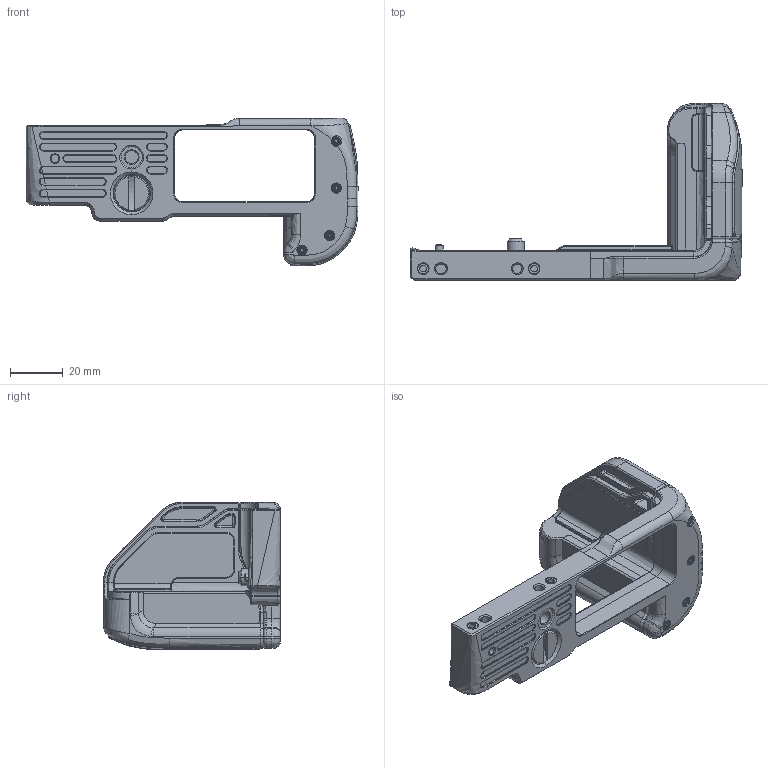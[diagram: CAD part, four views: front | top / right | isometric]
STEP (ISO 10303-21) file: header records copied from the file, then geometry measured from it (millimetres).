
FILE_DESCRIPTION (( 'STEP AP214' ), '1' );
FILE_NAME ('SIGMA_HG-21_ver1.STEP', '2019-09-06T02:46:03', ( '' ), ( '' ), 'SwSTEP 2.0', 'SolidWorks 2016', '' );
FILE_SCHEMA (( 'AUTOMOTIVE_DESIGN' ));
Length unit declared in the file: millimetre
Products named in the file (2): SIGMA_HG-21_ver1
Bounding box: 125.69 x 67 x 56 mm (x, y, z)
Volume: 78928.8 mm3; surface area: 21303.8 mm2
Topology: 1 solids, 1 shells, 913 faces, 2160 edges, 1304 vertices
Faces by surface type: bspline 362, plane 261, cylinder 128, cone 102, torus 60
Entity records: 44800 total; most frequent: CARTESIAN_POINT 26465, ORIENTED_EDGE 4302, DIRECTION 3063, EDGE_CURVE 2151, VERTEX_POINT 1304, AXIS2_PLACEMENT_3D 1218, EDGE_LOOP 979, ADVANCED_FACE 913
